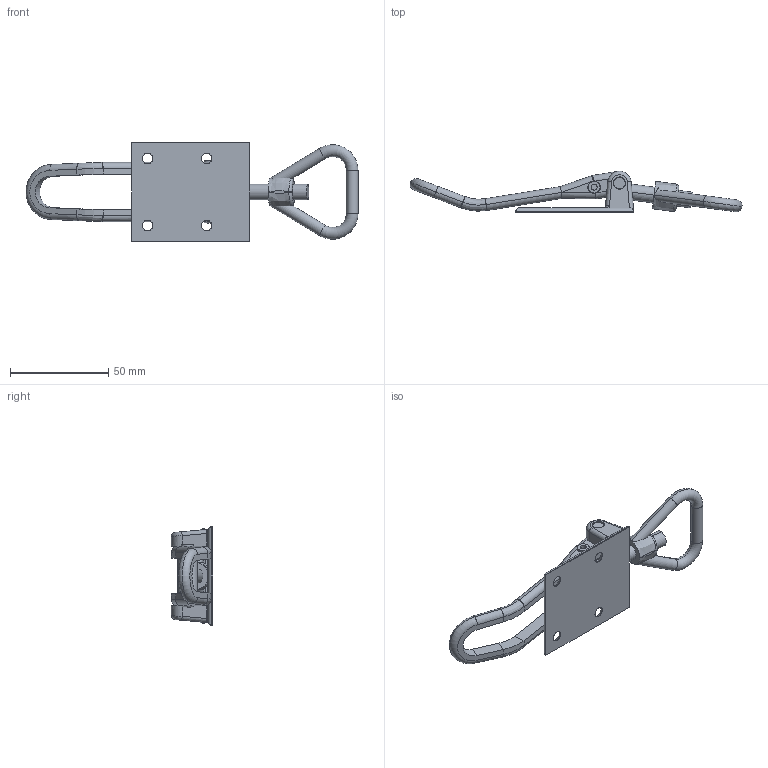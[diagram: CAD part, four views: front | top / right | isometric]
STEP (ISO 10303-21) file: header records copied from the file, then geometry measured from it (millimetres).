
FILE_DESCRIPTION (( 'STEP AP214' ), '1' );
FILE_NAME ('53030 - 404 C RF.STEP', '2016-12-29T07:24:36', ( '' ), ( '' ), 'SwSTEP 2.0', 'SolidWorks 2015', '' );
FILE_SCHEMA (( 'AUTOMOTIVE_DESIGN' ));
Length unit declared in the file: millimetre
Products named in the file (6): Justerskruv M8; Ring 3; Hålnit 6x32; Bygel 4; 404-504 C RF; 53030 - 404 C RF
Assembly tree (5 placements, depth 2):
  53030 - 404 C RF
    404-504 C RF
    Bygel 4
    Hålnit 6x32
    Ring 3
    Justerskruv M8
Bounding box: 168.55 x 21 x 50 mm (x, y, z)
Volume: 27695.4 mm3; surface area: 19705.4 mm2
Topology: 5 solids, 5 shells, 211 faces, 500 edges, 301 vertices
Faces by surface type: cylinder 88, plane 57, bspline 36, torus 18, cone 8, sphere 4
Entity records: 8560 total; most frequent: CARTESIAN_POINT 3752, ORIENTED_EDGE 1000, DIRECTION 915, EDGE_CURVE 500, AXIS2_PLACEMENT_3D 361, VERTEX_POINT 301, EDGE_LOOP 235, ADVANCED_FACE 211
